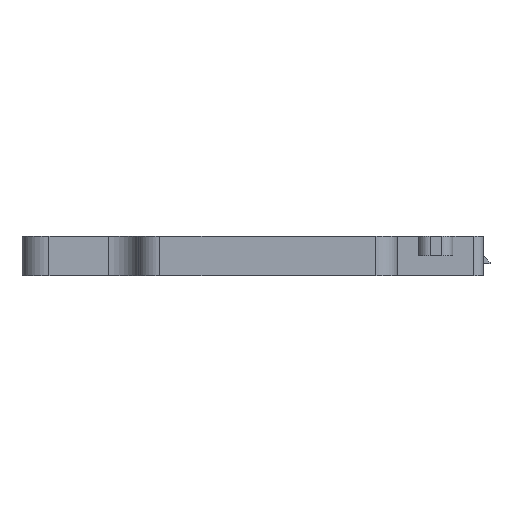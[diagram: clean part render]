
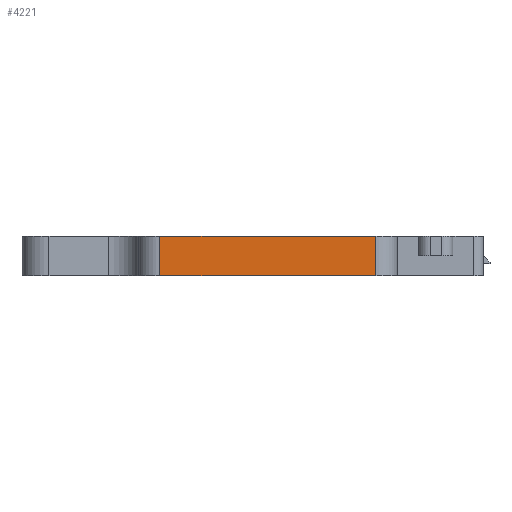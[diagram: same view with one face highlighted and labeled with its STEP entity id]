
A CAD part, left-side view. The second image highlights one B-rep face of the part: STEP entity #4221.
In plain terms, the highlighted planar face has unit normal (-1, 0, 0).
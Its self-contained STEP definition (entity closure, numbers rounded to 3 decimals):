
#203=PLANE('',#4547);
#393=FACE_OUTER_BOUND('',#646,.T.);
#646=EDGE_LOOP('',(#3866,#3867,#3868,#3869));
#698=LINE('',#5783,#1197);
#826=LINE('',#6124,#1325);
#1148=LINE('',#6857,#1647);
#1149=LINE('',#6859,#1648);
#1197=VECTOR('',#4638,10.);
#1325=VECTOR('',#4880,10.);
#1647=VECTOR('',#5614,10.);
#1648=VECTOR('',#5617,10.);
#1816=VERTEX_POINT('',#5780);
#1817=VERTEX_POINT('',#5782);
#1972=VERTEX_POINT('',#6121);
#1973=VERTEX_POINT('',#6123);
#2215=EDGE_CURVE('',#1816,#1817,#698,.T.);
#2385=EDGE_CURVE('',#1972,#1973,#826,.T.);
#2756=EDGE_CURVE('',#1972,#1817,#1148,.T.);
#2757=EDGE_CURVE('',#1973,#1816,#1149,.T.);
#3866=ORIENTED_EDGE('',*,*,#2756,.T.);
#3867=ORIENTED_EDGE('',*,*,#2215,.F.);
#3868=ORIENTED_EDGE('',*,*,#2757,.F.);
#3869=ORIENTED_EDGE('',*,*,#2385,.F.);
#4221=ADVANCED_FACE('',(#393),#203,.T.);
#4547=AXIS2_PLACEMENT_3D('',#6858,#5615,#5616);
#4638=DIRECTION('',(0.,-1.,0.));
#4880=DIRECTION('',(0.,1.,0.));
#5614=DIRECTION('',(0.,0.,1.));
#5615=DIRECTION('center_axis',(-1.,0.,0.));
#5616=DIRECTION('ref_axis',(0.,-1.,0.));
#5617=DIRECTION('',(0.,0.,1.));
#5780=CARTESIAN_POINT('',(-43.75,51.,6.));
#5782=CARTESIAN_POINT('',(-43.75,13.,6.));
#5783=CARTESIAN_POINT('',(-43.75,51.,6.));
#6121=CARTESIAN_POINT('',(-43.75,13.,-1.));
#6123=CARTESIAN_POINT('',(-43.75,51.,-1.));
#6124=CARTESIAN_POINT('',(-43.75,13.,-1.));
#6857=CARTESIAN_POINT('',(-43.75,13.,0.));
#6858=CARTESIAN_POINT('Origin',(-43.75,51.,0.));
#6859=CARTESIAN_POINT('',(-43.75,51.,0.));
